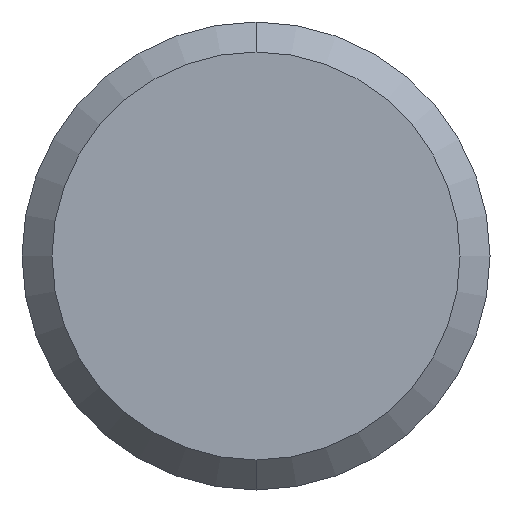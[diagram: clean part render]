
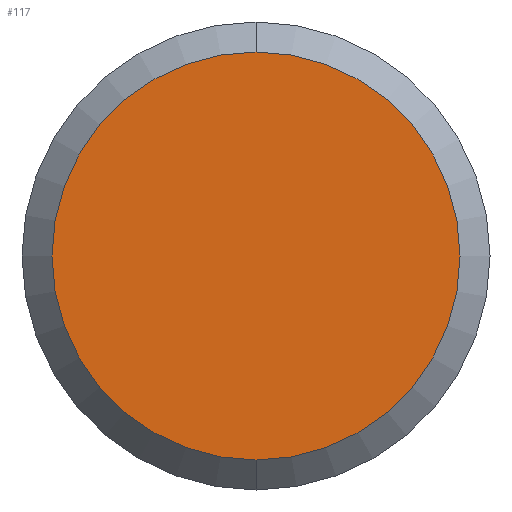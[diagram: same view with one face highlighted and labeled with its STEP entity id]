
A CAD part, front view. The second image highlights one B-rep face of the part: STEP entity #117.
In plain terms, the highlighted planar face has unit normal (0, -1, 0).
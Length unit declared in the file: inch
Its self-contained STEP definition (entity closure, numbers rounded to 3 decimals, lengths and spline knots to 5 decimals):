
#22 = CARTESIAN_POINT ( 'NONE',  ( 0., 0., 0. ) ) ;
#24 = CARTESIAN_POINT ( 'NONE',  ( 0., 0., 0. ) ) ;
#33 = VERTEX_POINT ( 'NONE', #271 ) ;
#41 = CARTESIAN_POINT ( 'NONE',  ( 0., 0., -0.1361 ) ) ;
#53 = ORIENTED_EDGE ( 'NONE', *, *, #266, .T. ) ;
#78 = CARTESIAN_POINT ( 'NONE',  ( 0., 0., 0. ) ) ;
#95 = CIRCLE ( 'NONE', #167, 0.1361 ) ;
#97 = VERTEX_POINT ( 'NONE', #41 ) ;
#117 = ADVANCED_FACE ( 'NONE', ( #193 ), #171, .F. ) ;
#119 = DIRECTION ( 'NONE',  ( 0., -1., 0. ) ) ;
#126 = DIRECTION ( 'NONE',  ( 0., 0., 1. ) ) ;
#127 = DIRECTION ( 'NONE',  ( 0., 1., 0. ) ) ;
#161 = DIRECTION ( 'NONE',  ( 0., 0., 1. ) ) ;
#164 = ORIENTED_EDGE ( 'NONE', *, *, #245, .T. ) ;
#167 = AXIS2_PLACEMENT_3D ( 'NONE', #78, #244, #161 ) ;
#171 = PLANE ( 'NONE',  #208 ) ;
#190 = AXIS2_PLACEMENT_3D ( 'NONE', #24, #119, #229 ) ;
#193 = FACE_OUTER_BOUND ( 'NONE', #262, .T. ) ;
#208 = AXIS2_PLACEMENT_3D ( 'NONE', #22, #127, #126 ) ;
#217 = CIRCLE ( 'NONE', #190, 0.1361 ) ;
#229 = DIRECTION ( 'NONE',  ( 0., 0., 1. ) ) ;
#244 = DIRECTION ( 'NONE',  ( 0., -1., 0. ) ) ;
#245 = EDGE_CURVE ( 'NONE', #97, #33, #217, .T. ) ;
#262 = EDGE_LOOP ( 'NONE', ( #53, #164 ) ) ;
#266 = EDGE_CURVE ( 'NONE', #33, #97, #95, .T. ) ;
#271 = CARTESIAN_POINT ( 'NONE',  ( 0., 0., 0.1361 ) ) ;
